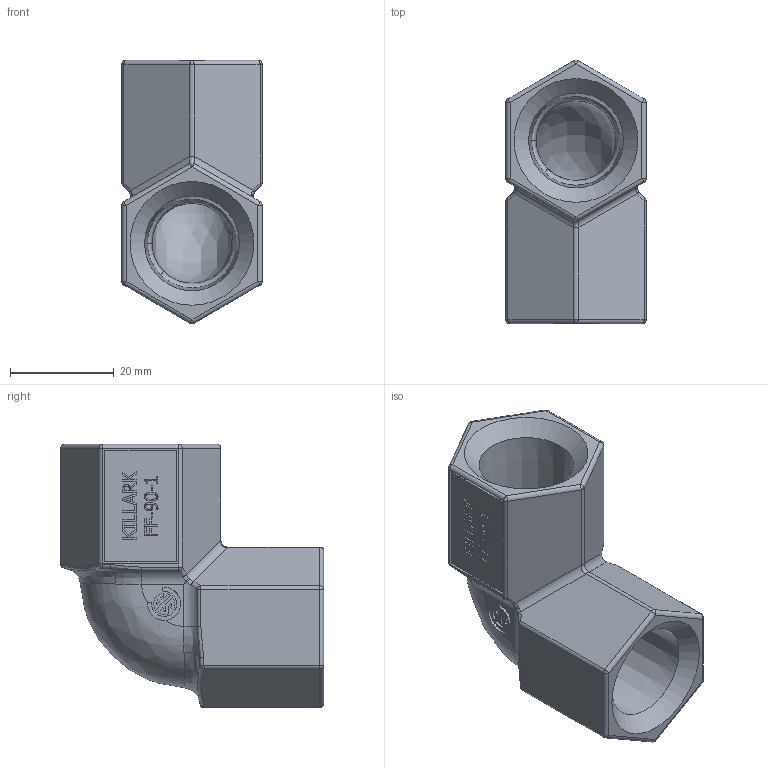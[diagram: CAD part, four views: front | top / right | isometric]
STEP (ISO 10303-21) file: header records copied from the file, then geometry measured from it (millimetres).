
FILE_DESCRIPTION(/* description */ (''),/* implementation_level */ '2;1');
FILE_NAME(/* name */ 'KIL_FF-90-1.stp',/* time_stamp */ '2021-03-17T01:32:03+05:00',/* author */ ('lsugumaran'),/* organization */ (''),/* preprocessor_version */ 'ST-DEVELOPER v18',/* originating_system */ 'Autodesk Inventor 2020',/* authorisation */ '');
FILE_SCHEMA (('AUTOMOTIVE_DESIGN { 1 0 10303 214 3 1 1 }'));
Length unit declared in the file: inch
Products named in the file (1): 11719
Bounding box: 26.99 x 50.68 x 50.68 mm (x, y, z)
Volume: 22649.7 mm3; surface area: 10437.5 mm2
Topology: 1 solids, 1 shells, 881 faces, 2327 edges, 1511 vertices
Faces by surface type: plane 524, bspline 283, cylinder 48, sphere 22, cone 4
Full cylindrical faces by diameter (mm): 5.175 x1, 6.35 x1
Entity records: 29256 total; most frequent: CARTESIAN_POINT 9247, ORIENTED_EDGE 4638, DIRECTION 3133, EDGE_CURVE 2319, LINE 1615, VECTOR 1615, VERTEX_POINT 1511, EDGE_LOOP 954
